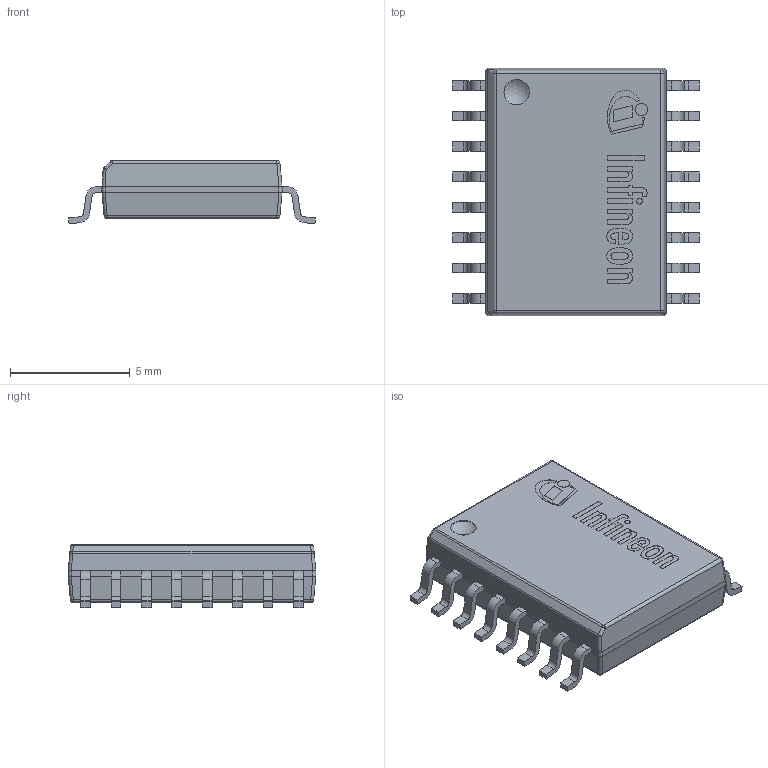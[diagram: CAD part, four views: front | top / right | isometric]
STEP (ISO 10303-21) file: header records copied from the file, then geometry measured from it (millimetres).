
FILE_DESCRIPTION(/* description */ (''),/* implementation_level */ '2;1');
FILE_NAME(/* name */ 'PG-DSO-16-15_Z8B00008565_V10_3D.stp',/* time_stamp */ '2019-09-26T17:13:40+06:00',/* author */ ('janartha'),/* organization */ (''),/* preprocessor_version */ 'ST-DEVELOPER v16.13',/* originating_system */ 'AutoCAD Mechanical',/* authorisation */ '');
FILE_SCHEMA (('AUTOMOTIVE_DESIGN { 1 0 10303 214 3 1 1 }'));
Length unit declared in the file: millimetre
Products named in the file (1): Product
Bounding box: 10.31 x 10.34 x 2.65 mm (x, y, z)
Volume: 186.6 mm3; surface area: 604.9 mm2
Topology: 32 solids, 32 shells, 486 faces, 1240 edges, 812 vertices
Faces by surface type: plane 267, cylinder 206, sphere 13
Full cylindrical faces by diameter (mm): 0.247 x1, 0.509 x1, 1.058 x2, 2.36 x1
Entity records: 14659 total; most frequent: DIRECTION 2611, CARTESIAN_POINT 2522, ORIENTED_EDGE 2450, EDGE_CURVE 1225, AXIS2_PLACEMENT_3D 899, LINE 813, VECTOR 813, VERTEX_POINT 810
